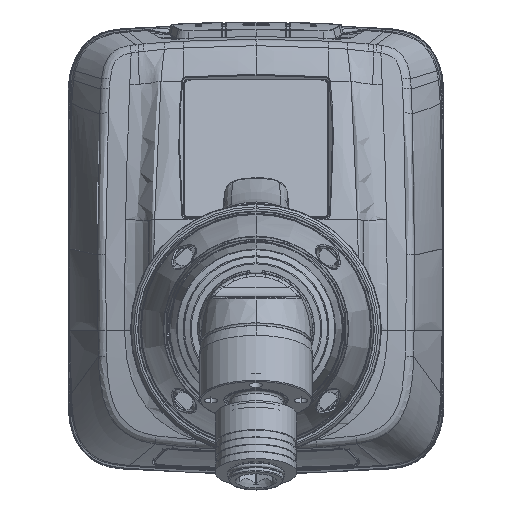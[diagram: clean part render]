
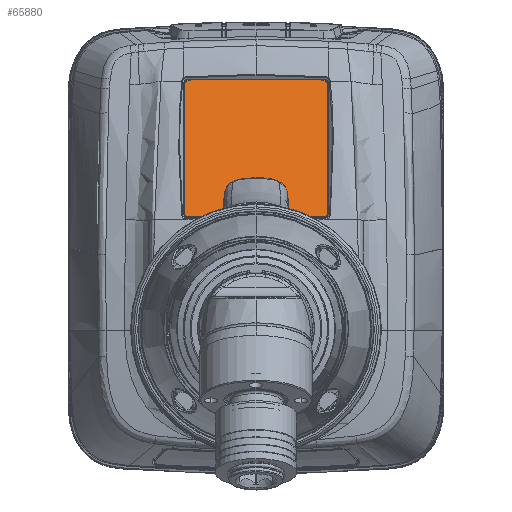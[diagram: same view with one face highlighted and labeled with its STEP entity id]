
A CAD part, top view. The second image highlights one B-rep face of the part: STEP entity #65880.
In plain terms, the highlighted planar face has unit normal (0, 0.292, 0.956).
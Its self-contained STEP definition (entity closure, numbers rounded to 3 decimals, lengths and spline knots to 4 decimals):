
#11938=DIRECTION('',(0.,0.956,-0.292));
#11939=VECTOR('',#11938,1.0472);
#11940=CARTESIAN_POINT('',(0.5512,0.8998,
-5.3042));
#11941=LINE('',#11940,#11939);
#11950=DIRECTION('',(1.,0.,0.));
#11951=VECTOR('',#11950,1.0472);
#11952=CARTESIAN_POINT('',(-0.5236,0.8734,
-5.2961));
#11953=LINE('',#11952,#11951);
#11962=DIRECTION('',(0.,-0.956,0.292));
#11963=VECTOR('',#11962,1.0472);
#11964=CARTESIAN_POINT('',(-0.5512,1.9013,
-5.6103));
#11965=LINE('',#11964,#11963);
#11978=DIRECTION('',(-1.,0.,0.));
#11979=VECTOR('',#11978,1.0545);
#11980=CARTESIAN_POINT('',(0.5273,1.9276,
-5.6184));
#11981=LINE('',#11980,#11979);
#11982=DIRECTION('',(-0.966,0.248,-0.076));
#11983=VECTOR('',#11982,0.0036);
#11984=CARTESIAN_POINT('',(0.5308,1.9267,
-5.6181));
#11985=LINE('',#11984,#11983);
#11998=CARTESIAN_POINT('',(0.5236,1.9013,
-5.6103));
#11999=DIRECTION('',(0.,-0.292,-0.956));
#12000=DIRECTION('',(0.259,0.924,-0.282));
#12001=AXIS2_PLACEMENT_3D('',#11998,#11999,#12000);
#12003=CARTESIAN_POINT('',(0.5236,0.8998,
-5.3042));
#12004=DIRECTION('',(0.,-0.292,-0.956));
#12005=DIRECTION('',(1.,0.,0.));
#12006=AXIS2_PLACEMENT_3D('',#12003,#12004,#12005);
#12008=CARTESIAN_POINT('',(-0.5236,0.8998,
-5.3042));
#12009=DIRECTION('',(0.,-0.292,-0.956));
#12010=DIRECTION('',(0.,-0.956,0.292));
#12011=AXIS2_PLACEMENT_3D('',#12008,#12009,#12010);
#12013=CARTESIAN_POINT('',(-0.5236,1.9013,
-5.6103));
#12014=DIRECTION('',(0.,-0.292,-0.956));
#12015=DIRECTION('',(-1.,0.,0.));
#12016=AXIS2_PLACEMENT_3D('',#12013,#12014,#12015);
#12018=DIRECTION('',(0.966,0.248,-0.076));
#12019=VECTOR('',#12018,0.0036);
#12020=CARTESIAN_POINT('',(-0.5308,1.9267,
-5.6181));
#12021=LINE('',#12020,#12019);
#41596=CARTESIAN_POINT('',(0.5512,0.8998,
-5.3042));
#41597=VERTEX_POINT('',#41596);
#41598=CARTESIAN_POINT('',(0.5512,1.9013,
-5.6103));
#41599=VERTEX_POINT('',#41598);
#41600=CARTESIAN_POINT('',(0.5236,0.8734,
-5.2961));
#41601=VERTEX_POINT('',#41600);
#41602=CARTESIAN_POINT('',(-0.5236,0.8734,
-5.2961));
#41603=VERTEX_POINT('',#41602);
#41604=CARTESIAN_POINT('',(-0.5512,0.8998,
-5.3042));
#41605=VERTEX_POINT('',#41604);
#41606=CARTESIAN_POINT('',(-0.5512,1.9013,
-5.6103));
#41607=VERTEX_POINT('',#41606);
#41608=CARTESIAN_POINT('',(-0.5308,1.9267,
-5.6181));
#41609=VERTEX_POINT('',#41608);
#41610=CARTESIAN_POINT('',(-0.5273,1.9276,
-5.6184));
#41611=VERTEX_POINT('',#41610);
#41612=CARTESIAN_POINT('',(0.5273,1.9276,
-5.6184));
#41613=VERTEX_POINT('',#41612);
#41614=CARTESIAN_POINT('',(0.5308,1.9267,
-5.6181));
#41615=VERTEX_POINT('',#41614);
#65863=CARTESIAN_POINT('',(0.,1.4005,-5.4572));
#65864=DIRECTION('',(0.,0.292,0.956));
#65865=DIRECTION('',(-1.,0.,0.));
#65866=AXIS2_PLACEMENT_3D('',#65863,#65864,#65865);
#65867=PLANE('',#65866);
#65868=ORIENTED_EDGE('',*,*,#65844,.F.);
#65869=ORIENTED_EDGE('',*,*,#65857,.T.);
#65870=ORIENTED_EDGE('',*,*,#65731,.F.);
#65871=ORIENTED_EDGE('',*,*,#65746,.T.);
#65872=ORIENTED_EDGE('',*,*,#65760,.F.);
#65873=ORIENTED_EDGE('',*,*,#65774,.T.);
#65874=ORIENTED_EDGE('',*,*,#65788,.F.);
#65875=ORIENTED_EDGE('',*,*,#65802,.T.);
#65876=ORIENTED_EDGE('',*,*,#65816,.T.);
#65877=ORIENTED_EDGE('',*,*,#65830,.F.);
#65878=EDGE_LOOP('',(#65868,#65869,#65870,#65871,#65872,#65873,#65874,#65875,
#65876,#65877));
#65879=FACE_OUTER_BOUND('',#65878,.F.);
#65880=ADVANCED_FACE('',(#65879),#65867,.T.);
#12002=CIRCLE('',#12001,0.0276);
#12007=CIRCLE('',#12006,0.0276);
#12012=CIRCLE('',#12011,0.0276);
#12017=CIRCLE('',#12016,0.0276);
#65731=EDGE_CURVE('',#41597,#41599,#11941,.T.);
#65746=EDGE_CURVE('',#41597,#41601,#12007,.T.);
#65760=EDGE_CURVE('',#41603,#41601,#11953,.T.);
#65774=EDGE_CURVE('',#41603,#41605,#12012,.T.);
#65788=EDGE_CURVE('',#41607,#41605,#11965,.T.);
#65802=EDGE_CURVE('',#41607,#41609,#12017,.T.);
#65816=EDGE_CURVE('',#41609,#41611,#12021,.T.);
#65830=EDGE_CURVE('',#41613,#41611,#11981,.T.);
#65844=EDGE_CURVE('',#41615,#41613,#11985,.T.);
#65857=EDGE_CURVE('',#41615,#41599,#12002,.T.);
